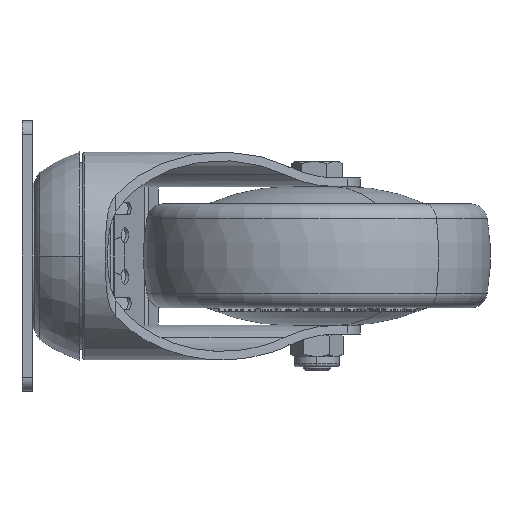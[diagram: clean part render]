
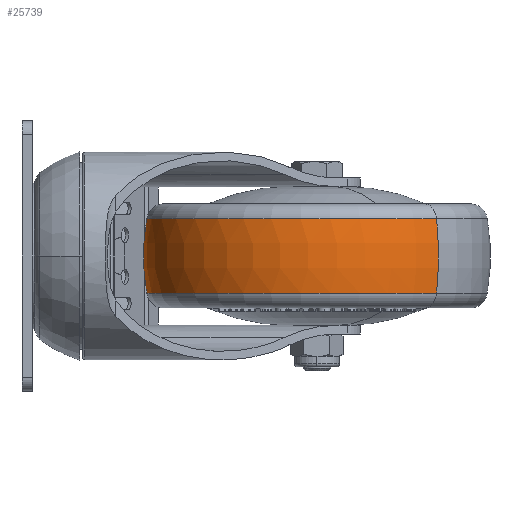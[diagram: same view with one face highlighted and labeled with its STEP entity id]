
A CAD part, left-side view. The second image highlights one B-rep face of the part: STEP entity #25739.
In plain terms, the highlighted toroidal (fillet/blend) face has major radius 25.75 mm and minor radius 75.75 mm.
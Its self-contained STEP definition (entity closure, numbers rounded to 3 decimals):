
#1483 = VERTEX_POINT ( 'NONE', #28137 ) ;
#5813 = EDGE_CURVE ( 'NONE', #1483, #22846, #26934, .T. ) ;
#8060 = DIRECTION ( 'NONE',  ( 0., 0., -1. ) ) ;
#8203 = EDGE_CURVE ( 'NONE', #45480, #38155, #22905, .T. ) ;
#9486 = DIRECTION ( 'NONE',  ( 0.7, -0.714, 0. ) ) ;
#10952 = DIRECTION ( 'NONE',  ( 0., 0., 1. ) ) ;
#13561 = CARTESIAN_POINT ( 'NONE',  ( 75.141, -50.56, -10.681 ) ) ;
#13676 = CARTESIAN_POINT ( 'NONE',  ( 4.859, -119.542, 10.732 ) ) ;
#15982 = EDGE_CURVE ( 'NONE', #45480, #1483, #35265, .T. ) ;
#16072 = DIRECTION ( 'NONE',  ( -0.7, 0.714, 0. ) ) ;
#16421 = CARTESIAN_POINT ( 'NONE',  ( 58.377, -67.014, 0.026 ) ) ;
#16580 = DIRECTION ( 'NONE',  ( 0.714, 0.7, 0. ) ) ;
#16690 = AXIS2_PLACEMENT_3D ( 'NONE', #23471, #16072, #30750 ) ;
#17929 = CARTESIAN_POINT ( 'NONE',  ( 4.859, -119.542, -10.681 ) ) ;
#22846 = VERTEX_POINT ( 'NONE', #13561 ) ;
#22905 = CIRCLE ( 'NONE', #33113, 75.75 ) ;
#23016 = FACE_OUTER_BOUND ( 'NONE', #37904, .T. ) ;
#23471 = CARTESIAN_POINT ( 'NONE',  ( 21.623, -103.088, 0.026 ) ) ;
#25089 = EDGE_CURVE ( 'NONE', #22846, #38155, #34983, .T. ) ;
#25739 = ADVANCED_FACE ( 'NONE', ( #23016 ), #32682, .T. ) ;
#26934 = CIRCLE ( 'NONE', #16690, 75.75 ) ;
#27912 = AXIS2_PLACEMENT_3D ( 'NONE', #32753, #10952, #43742 ) ;
#28137 = CARTESIAN_POINT ( 'NONE',  ( 75.141, -50.56, 10.732 ) ) ;
#29176 = AXIS2_PLACEMENT_3D ( 'NONE', #33157, #8060, #29210 ) ;
#29210 = DIRECTION ( 'NONE',  ( 0.714, 0.7, 0. ) ) ;
#30750 = DIRECTION ( 'NONE',  ( -0.714, -0.7, 0. ) ) ;
#32682 = TOROIDAL_SURFACE ( 'NONE', #29176, -25.75, 75.75 ) ;
#32724 = DIRECTION ( 'NONE',  ( 0., 0., -1. ) ) ;
#32753 = CARTESIAN_POINT ( 'NONE',  ( 40., -85.051, -10.681 ) ) ;
#33113 = AXIS2_PLACEMENT_3D ( 'NONE', #16421, #9486, #16580 ) ;
#33157 = CARTESIAN_POINT ( 'NONE',  ( 40., -85.051, 0.026 ) ) ;
#33696 = ORIENTED_EDGE ( 'NONE', *, *, #15982, .T. ) ;
#34983 = CIRCLE ( 'NONE', #27912, 49.24 ) ;
#35265 = CIRCLE ( 'NONE', #40064, 49.24 ) ;
#36045 = DIRECTION ( 'NONE',  ( 0.714, 0.7, 0. ) ) ;
#36315 = ORIENTED_EDGE ( 'NONE', *, *, #8203, .F. ) ;
#37904 = EDGE_LOOP ( 'NONE', ( #36315, #33696, #44452, #38535 ) ) ;
#38155 = VERTEX_POINT ( 'NONE', #17929 ) ;
#38535 = ORIENTED_EDGE ( 'NONE', *, *, #25089, .T. ) ;
#39646 = CARTESIAN_POINT ( 'NONE',  ( 40., -85.051, 10.732 ) ) ;
#40064 = AXIS2_PLACEMENT_3D ( 'NONE', #39646, #32724, #36045 ) ;
#43742 = DIRECTION ( 'NONE',  ( -0.714, -0.7, 0. ) ) ;
#44452 = ORIENTED_EDGE ( 'NONE', *, *, #5813, .T. ) ;
#45480 = VERTEX_POINT ( 'NONE', #13676 ) ;
